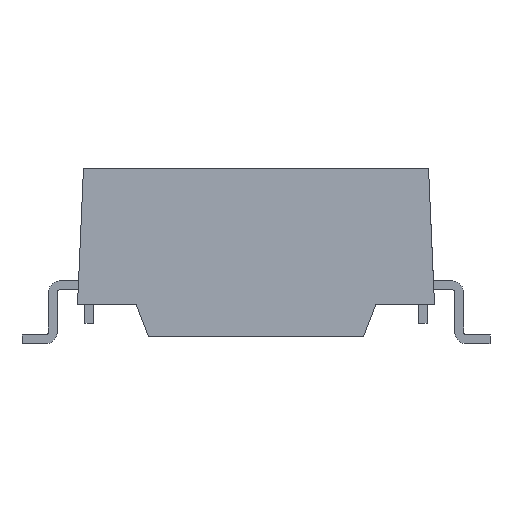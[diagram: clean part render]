
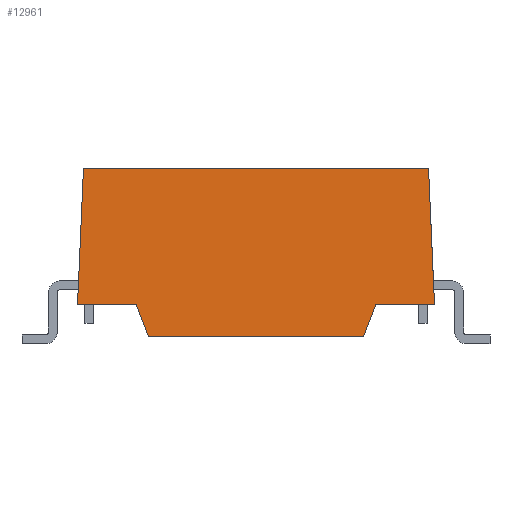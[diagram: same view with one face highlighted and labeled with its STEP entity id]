
A CAD part, front view. The second image highlights one B-rep face of the part: STEP entity #12961.
In plain terms, the highlighted face is planar.
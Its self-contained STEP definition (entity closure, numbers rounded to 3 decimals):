
#384=LINE('',#17761,#1446);
#393=LINE('',#17781,#1455);
#409=LINE('',#17815,#1471);
#410=LINE('',#17817,#1472);
#411=LINE('',#17819,#1473);
#412=LINE('',#17821,#1474);
#413=LINE('',#17823,#1475);
#414=LINE('',#17824,#1476);
#1446=VECTOR('',#14296,1000.);
#1455=VECTOR('',#14309,1000.);
#1471=VECTOR('',#14335,1000.);
#1472=VECTOR('',#14336,1000.);
#1473=VECTOR('',#14337,1000.);
#1474=VECTOR('',#14338,1000.);
#1475=VECTOR('',#14339,1000.);
#1476=VECTOR('',#14340,1000.);
#2784=ORIENTED_EDGE('',*,*,#5400,.T.);
#2785=ORIENTED_EDGE('',*,*,#5425,.T.);
#2786=ORIENTED_EDGE('',*,*,#5426,.F.);
#2787=ORIENTED_EDGE('',*,*,#5427,.F.);
#2788=ORIENTED_EDGE('',*,*,#5428,.T.);
#2789=ORIENTED_EDGE('',*,*,#5429,.F.);
#2790=ORIENTED_EDGE('',*,*,#5409,.F.);
#2791=ORIENTED_EDGE('',*,*,#5430,.T.);
#5400=EDGE_CURVE('',#6724,#6723,#384,.T.);
#5409=EDGE_CURVE('',#6732,#6733,#393,.T.);
#5425=EDGE_CURVE('',#6723,#6746,#409,.T.);
#5426=EDGE_CURVE('',#6747,#6746,#410,.T.);
#5427=EDGE_CURVE('',#6748,#6747,#411,.T.);
#5428=EDGE_CURVE('',#6748,#6749,#412,.T.);
#5429=EDGE_CURVE('',#6733,#6749,#413,.T.);
#5430=EDGE_CURVE('',#6732,#6724,#414,.T.);
#6723=VERTEX_POINT('',#17760);
#6724=VERTEX_POINT('',#17762);
#6732=VERTEX_POINT('',#17780);
#6733=VERTEX_POINT('',#17782);
#6746=VERTEX_POINT('',#17816);
#6747=VERTEX_POINT('',#17818);
#6748=VERTEX_POINT('',#17820);
#6749=VERTEX_POINT('',#17822);
#7731=EDGE_LOOP('',(#2784,#2785,#2786,#2787,#2788,#2789,#2790,#2791));
#8314=FACE_BOUND('',#7731,.T.);
#8878=PLANE('',#13479);
#12961=ADVANCED_FACE('',(#8314),#8878,.F.);
#13479=AXIS2_PLACEMENT_3D('',#17814,#14333,#14334);
#14296=DIRECTION('',(-0.041,0.36,0.932));
#14309=DIRECTION('',(-0.041,-0.36,0.932));
#14333=DIRECTION('',(-0.999,0.,-0.043));
#14334=DIRECTION('',(-0.043,0.,0.999));
#14335=DIRECTION('',(0.,1.,0.));
#14336=DIRECTION('',(0.043,0.044,-0.998));
#14337=DIRECTION('',(0.,1.,0.));
#14338=DIRECTION('',(0.043,-0.044,-0.998));
#14339=DIRECTION('',(0.,-1.,0.));
#14340=DIRECTION('',(0.,1.,0.));
#17760=CARTESIAN_POINT('',(8.752,4.1,1.35));
#17761=CARTESIAN_POINT('',(8.943,2.401,-3.048));
#17762=CARTESIAN_POINT('',(8.8,3.675,0.25));
#17780=CARTESIAN_POINT('',(8.8,-3.675,0.25));
#17781=CARTESIAN_POINT('',(8.764,-3.996,1.081));
#17782=CARTESIAN_POINT('',(8.752,-4.1,1.35));
#17814=CARTESIAN_POINT('',(8.8,-6.15,0.25));
#17815=CARTESIAN_POINT('',(8.752,-6.15,1.35));
#17816=CARTESIAN_POINT('',(8.752,6.102,1.35));
#17817=CARTESIAN_POINT('',(8.777,6.127,0.785));
#17818=CARTESIAN_POINT('',(8.55,5.899,6.));
#17819=CARTESIAN_POINT('',(8.55,-6.15,6.));
#17820=CARTESIAN_POINT('',(8.55,-5.899,6.));
#17821=CARTESIAN_POINT('',(8.8,-6.15,0.25));
#17822=CARTESIAN_POINT('',(8.752,-6.102,1.35));
#17823=CARTESIAN_POINT('',(8.752,-6.15,1.35));
#17824=CARTESIAN_POINT('',(8.8,-6.15,0.25));
